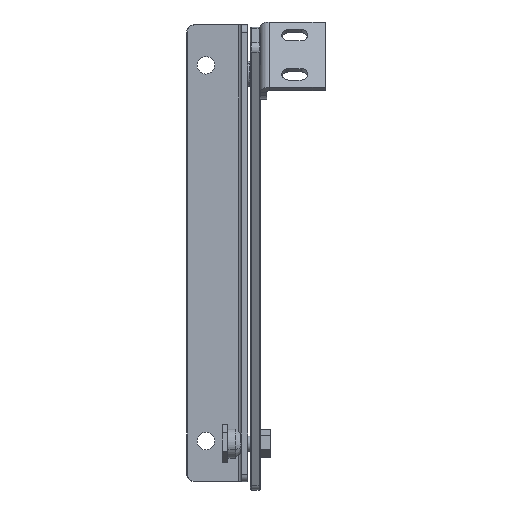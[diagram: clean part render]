
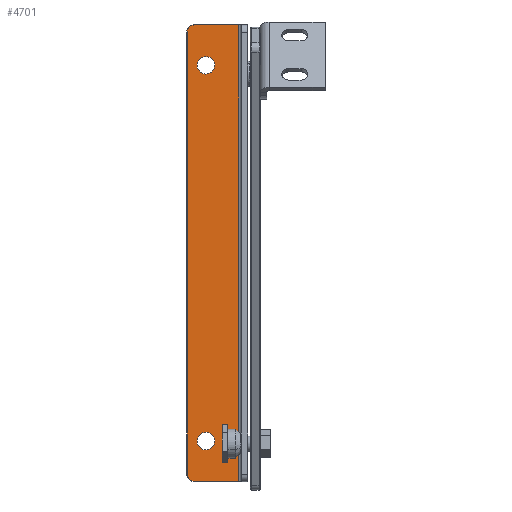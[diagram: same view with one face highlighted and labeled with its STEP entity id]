
A CAD part, left-side view. The second image highlights one B-rep face of the part: STEP entity #4701.
In plain terms, the highlighted face is planar.
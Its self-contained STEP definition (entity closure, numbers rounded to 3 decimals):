
#6 = DIRECTION ( 'NONE',  ( 0., 0., -1. ) ) ;
#26 = VERTEX_POINT ( 'NONE', #3269 ) ;
#89 = CARTESIAN_POINT ( 'NONE',  ( -89.9, 2.6, 0. ) ) ;
#133 = VERTEX_POINT ( 'NONE', #3025 ) ;
#157 = CARTESIAN_POINT ( 'NONE',  ( 74., 2.6, 3.2 ) ) ;
#160 = CARTESIAN_POINT ( 'NONE',  ( 0., 2.6, 0. ) ) ;
#180 = DIRECTION ( 'NONE',  ( 0., 0., 1. ) ) ;
#197 = CARTESIAN_POINT ( 'NONE',  ( 89.9, 2.6, -9.7 ) ) ;
#233 = ORIENTED_EDGE ( 'NONE', *, *, #2434, .T. ) ;
#284 = VERTEX_POINT ( 'NONE', #1908 ) ;
#336 = EDGE_LOOP ( 'NONE', ( #2413, #1639, #4525, #233, #1299, #4359 ) ) ;
#490 = LINE ( 'NONE', #2132, #2688 ) ;
#686 = DIRECTION ( 'NONE',  ( 0., 0., 1. ) ) ;
#745 = DIRECTION ( 'NONE',  ( 0., 1., 0. ) ) ;
#950 = CARTESIAN_POINT ( 'NONE',  ( -87., 2.6, 7.7 ) ) ;
#976 = VECTOR ( 'NONE', #4232, 1000. ) ;
#989 = ORIENTED_EDGE ( 'NONE', *, *, #1819, .F. ) ;
#991 = DIRECTION ( 'NONE',  ( 1., 0., 0. ) ) ;
#1000 = VERTEX_POINT ( 'NONE', #1403 ) ;
#1088 = PLANE ( 'NONE',  #4436 ) ;
#1091 = CARTESIAN_POINT ( 'NONE',  ( 87., 2.6, 10.6 ) ) ;
#1106 = LINE ( 'NONE', #3983, #2228 ) ;
#1137 = EDGE_CURVE ( 'NONE', #2190, #2211, #1106, .T. ) ;
#1276 = EDGE_LOOP ( 'NONE', ( #989, #3824 ) ) ;
#1299 = ORIENTED_EDGE ( 'NONE', *, *, #4969, .F. ) ;
#1316 = AXIS2_PLACEMENT_3D ( 'NONE', #5282, #2391, #2798 ) ;
#1403 = CARTESIAN_POINT ( 'NONE',  ( 74., 2.6, 6.662 ) ) ;
#1540 = VERTEX_POINT ( 'NONE', #3927 ) ;
#1541 = DIRECTION ( 'NONE',  ( 0., 0., -1. ) ) ;
#1558 = DIRECTION ( 'NONE',  ( 0., 0., 1. ) ) ;
#1572 = FACE_BOUND ( 'NONE', #4155, .T. ) ;
#1599 = DIRECTION ( 'NONE',  ( 0., 1., 0. ) ) ;
#1639 = ORIENTED_EDGE ( 'NONE', *, *, #1137, .T. ) ;
#1726 = DIRECTION ( 'NONE',  ( 1., 0., 0. ) ) ;
#1819 = EDGE_CURVE ( 'NONE', #1000, #3606, #2390, .T. ) ;
#1877 = VERTEX_POINT ( 'NONE', #1091 ) ;
#1908 = CARTESIAN_POINT ( 'NONE',  ( -74., 2.6, -0.262 ) ) ;
#2132 = CARTESIAN_POINT ( 'NONE',  ( 0., 2.6, 10.6 ) ) ;
#2190 = VERTEX_POINT ( 'NONE', #2352 ) ;
#2211 = VERTEX_POINT ( 'NONE', #197 ) ;
#2228 = VECTOR ( 'NONE', #1541, 1000. ) ;
#2247 = DIRECTION ( 'NONE',  ( 0., -1., 0. ) ) ;
#2269 = DIRECTION ( 'NONE',  ( 0., 1., 0. ) ) ;
#2291 = EDGE_CURVE ( 'NONE', #26, #284, #5144, .T. ) ;
#2352 = CARTESIAN_POINT ( 'NONE',  ( 89.9, 2.6, 7.7 ) ) ;
#2390 = CIRCLE ( 'NONE', #4890, 3.462 ) ;
#2391 = DIRECTION ( 'NONE',  ( 0., -1., 0. ) ) ;
#2413 = ORIENTED_EDGE ( 'NONE', *, *, #3755, .F. ) ;
#2434 = EDGE_CURVE ( 'NONE', #1540, #133, #2954, .T. ) ;
#2504 = EDGE_CURVE ( 'NONE', #284, #26, #5080, .T. ) ;
#2515 = CIRCLE ( 'NONE', #4659, 3.462 ) ;
#2578 = AXIS2_PLACEMENT_3D ( 'NONE', #5137, #2269, #2679 ) ;
#2679 = DIRECTION ( 'NONE',  ( 0., 0., -1. ) ) ;
#2688 = VECTOR ( 'NONE', #991, 1000. ) ;
#2689 = CARTESIAN_POINT ( 'NONE',  ( 74., 2.6, -0.262 ) ) ;
#2716 = VECTOR ( 'NONE', #1726, 1000. ) ;
#2798 = DIRECTION ( 'NONE',  ( 0., 0., 1. ) ) ;
#2954 = LINE ( 'NONE', #89, #976 ) ;
#3025 = CARTESIAN_POINT ( 'NONE',  ( -89.9, 2.6, 7.7 ) ) ;
#3044 = DIRECTION ( 'NONE',  ( 0., 1., 0. ) ) ;
#3054 = AXIS2_PLACEMENT_3D ( 'NONE', #950, #2247, #4705 ) ;
#3090 = EDGE_CURVE ( 'NONE', #3606, #1000, #2515, .T. ) ;
#3221 = CARTESIAN_POINT ( 'NONE',  ( -74., 2.6, 3.2 ) ) ;
#3223 = EDGE_CURVE ( 'NONE', #3483, #1877, #490, .T. ) ;
#3269 = CARTESIAN_POINT ( 'NONE',  ( -74., 2.6, 6.662 ) ) ;
#3462 = CIRCLE ( 'NONE', #1316, 2.9 ) ;
#3483 = VERTEX_POINT ( 'NONE', #4913 ) ;
#3606 = VERTEX_POINT ( 'NONE', #2689 ) ;
#3755 = EDGE_CURVE ( 'NONE', #2190, #1877, #3462, .T. ) ;
#3820 = CIRCLE ( 'NONE', #3054, 2.9 ) ;
#3824 = ORIENTED_EDGE ( 'NONE', *, *, #3090, .F. ) ;
#3918 = AXIS2_PLACEMENT_3D ( 'NONE', #3221, #1599, #6 ) ;
#3927 = CARTESIAN_POINT ( 'NONE',  ( -89.9, 2.6, -9.7 ) ) ;
#3983 = CARTESIAN_POINT ( 'NONE',  ( 89.9, 2.6, 0. ) ) ;
#4062 = ORIENTED_EDGE ( 'NONE', *, *, #2504, .F. ) ;
#4105 = EDGE_CURVE ( 'NONE', #1540, #2211, #5009, .T. ) ;
#4155 = EDGE_LOOP ( 'NONE', ( #4941, #4062 ) ) ;
#4232 = DIRECTION ( 'NONE',  ( 0., 0., 1. ) ) ;
#4359 = ORIENTED_EDGE ( 'NONE', *, *, #3223, .T. ) ;
#4406 = FACE_OUTER_BOUND ( 'NONE', #336, .T. ) ;
#4436 = AXIS2_PLACEMENT_3D ( 'NONE', #160, #745, #686 ) ;
#4505 = CARTESIAN_POINT ( 'NONE',  ( 74., 2.6, 3.2 ) ) ;
#4525 = ORIENTED_EDGE ( 'NONE', *, *, #4105, .F. ) ;
#4659 = AXIS2_PLACEMENT_3D ( 'NONE', #4505, #5292, #1558 ) ;
#4701 = ADVANCED_FACE ( 'NONE', ( #4789, #1572, #4406 ), #1088, .T. ) ;
#4705 = DIRECTION ( 'NONE',  ( 0., 0., 1. ) ) ;
#4789 = FACE_BOUND ( 'NONE', #1276, .T. ) ;
#4890 = AXIS2_PLACEMENT_3D ( 'NONE', #157, #3044, #180 ) ;
#4913 = CARTESIAN_POINT ( 'NONE',  ( -87., 2.6, 10.6 ) ) ;
#4941 = ORIENTED_EDGE ( 'NONE', *, *, #2291, .F. ) ;
#4969 = EDGE_CURVE ( 'NONE', #3483, #133, #3820, .T. ) ;
#5009 = LINE ( 'NONE', #5091, #2716 ) ;
#5080 = CIRCLE ( 'NONE', #2578, 3.462 ) ;
#5091 = CARTESIAN_POINT ( 'NONE',  ( -90., 2.6, -9.7 ) ) ;
#5137 = CARTESIAN_POINT ( 'NONE',  ( -74., 2.6, 3.2 ) ) ;
#5144 = CIRCLE ( 'NONE', #3918, 3.462 ) ;
#5282 = CARTESIAN_POINT ( 'NONE',  ( 87., 2.6, 7.7 ) ) ;
#5292 = DIRECTION ( 'NONE',  ( 0., 1., 0. ) ) ;
